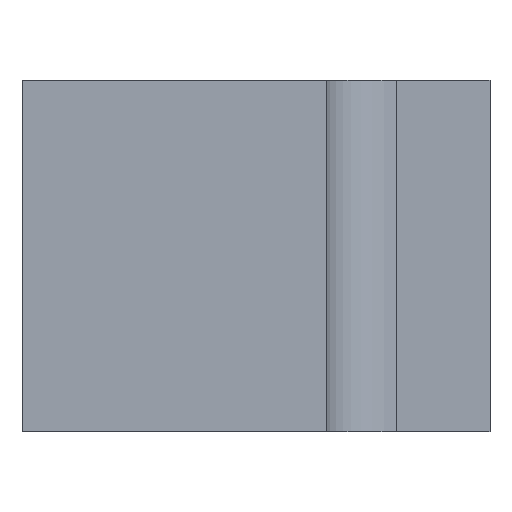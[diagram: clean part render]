
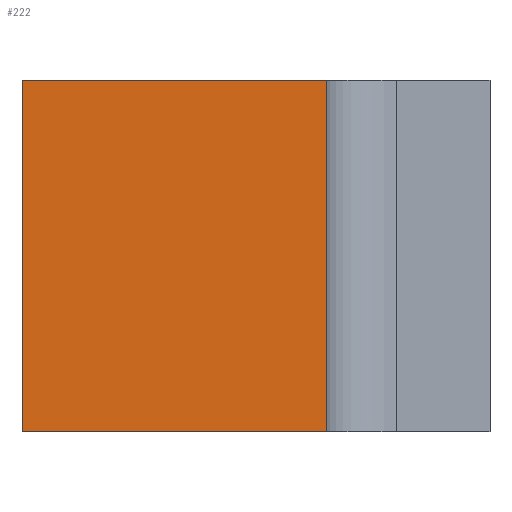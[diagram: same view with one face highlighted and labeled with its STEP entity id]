
A CAD part, left-side view. The second image highlights one B-rep face of the part: STEP entity #222.
In plain terms, the highlighted planar face has unit normal (-1, 0, 0).
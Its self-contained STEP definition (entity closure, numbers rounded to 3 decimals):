
#22=FACE_OUTER_BOUND('',#34,.T.);
#34=EDGE_LOOP('',(#173,#174,#175,#176));
#45=LINE('',#344,#71);
#56=LINE('',#367,#82);
#57=LINE('',#370,#83);
#58=LINE('',#371,#84);
#71=VECTOR('',#280,10.);
#82=VECTOR('',#301,10.);
#83=VECTOR('',#304,10.);
#84=VECTOR('',#305,10.);
#103=VERTEX_POINT('',#341);
#104=VERTEX_POINT('',#343);
#111=VERTEX_POINT('',#365);
#112=VERTEX_POINT('',#369);
#123=EDGE_CURVE('',#104,#103,#45,.T.);
#135=EDGE_CURVE('',#103,#111,#56,.T.);
#136=EDGE_CURVE('',#111,#112,#57,.T.);
#137=EDGE_CURVE('',#104,#112,#58,.T.);
#173=ORIENTED_EDGE('',*,*,#136,.T.);
#174=ORIENTED_EDGE('',*,*,#137,.F.);
#175=ORIENTED_EDGE('',*,*,#123,.T.);
#176=ORIENTED_EDGE('',*,*,#135,.T.);
#211=PLANE('',#260);
#222=ADVANCED_FACE('',(#22),#211,.T.);
#260=AXIS2_PLACEMENT_3D('',#368,#302,#303);
#280=DIRECTION('',(0.,-1.,0.));
#301=DIRECTION('',(0.,0.,1.));
#302=DIRECTION('center_axis',(-1.,0.,0.));
#303=DIRECTION('ref_axis',(0.,0.,1.));
#304=DIRECTION('',(0.,1.,0.));
#305=DIRECTION('',(0.,0.,1.));
#341=CARTESIAN_POINT('',(-20.,-13.,-7.5));
#343=CARTESIAN_POINT('',(-20.,0.,-7.5));
#344=CARTESIAN_POINT('',(-20.,0.,-7.5));
#365=CARTESIAN_POINT('',(-20.,-13.,7.5));
#367=CARTESIAN_POINT('',(-20.,-13.,0.));
#368=CARTESIAN_POINT('Origin',(-20.,-13.,0.));
#369=CARTESIAN_POINT('',(-20.,0.,7.5));
#370=CARTESIAN_POINT('',(-20.,0.,7.5));
#371=CARTESIAN_POINT('',(-20.,0.,0.));
